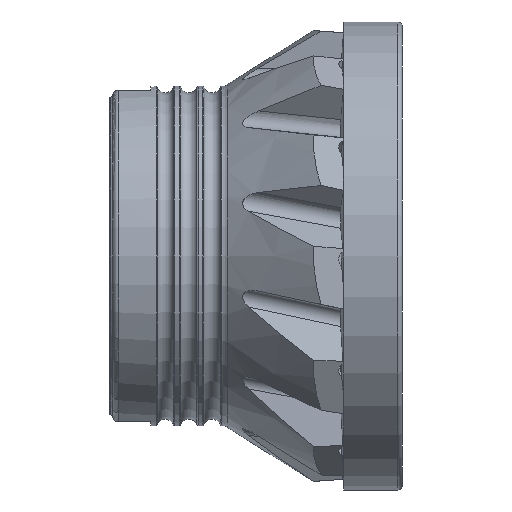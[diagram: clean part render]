
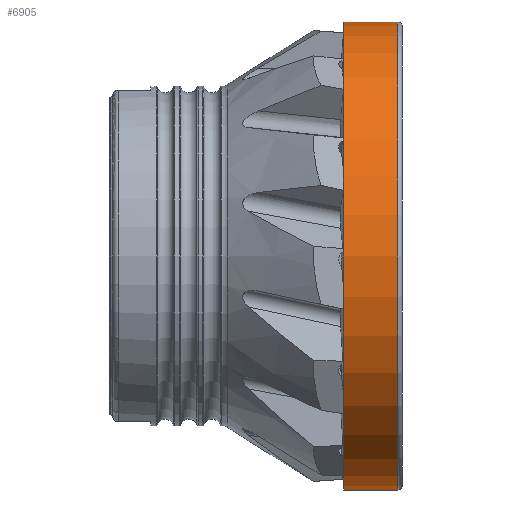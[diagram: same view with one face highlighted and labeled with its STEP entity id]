
A CAD part, front view. The second image highlights one B-rep face of the part: STEP entity #6905.
In plain terms, the highlighted cylindrical face has radius 39.996 mm (diameter 79.992 mm), a full revolution.
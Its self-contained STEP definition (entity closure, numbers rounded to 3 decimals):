
#51 = CYLINDRICAL_SURFACE ( 'NONE', #3650, 39.996 ) ;
#123 = EDGE_CURVE ( 'NONE', #4531, #4531, #3860, .T. ) ;
#399 = AXIS2_PLACEMENT_3D ( 'NONE', #6801, #6775, #6201 ) ;
#419 = EDGE_CURVE ( 'NONE', #2639, #2639, #7274, .T. ) ;
#660 = DIRECTION ( 'NONE',  ( 1., 0., 0. ) ) ;
#2036 = DIRECTION ( 'NONE',  ( 1., 0., 0. ) ) ;
#2639 = VERTEX_POINT ( 'NONE', #3408 ) ;
#3133 = AXIS2_PLACEMENT_3D ( 'NONE', #6353, #2036, #7051 ) ;
#3408 = CARTESIAN_POINT ( 'NONE',  ( -0.152, 39.996, 0. ) ) ;
#3577 = DIRECTION ( 'NONE',  ( 0., 1., 0. ) ) ;
#3649 = ORIENTED_EDGE ( 'NONE', *, *, #419, .F. ) ;
#3650 = AXIS2_PLACEMENT_3D ( 'NONE', #7840, #660, #3577 ) ;
#3860 = CIRCLE ( 'NONE', #399, 39.996 ) ;
#4531 = VERTEX_POINT ( 'NONE', #5504 ) ;
#4569 = FACE_OUTER_BOUND ( 'NONE', #7901, .T. ) ;
#5032 = FACE_OUTER_BOUND ( 'NONE', #8640, .T. ) ;
#5342 = ORIENTED_EDGE ( 'NONE', *, *, #123, .T. ) ;
#5504 = CARTESIAN_POINT ( 'NONE',  ( -9.389, 39.996, 0. ) ) ;
#6201 = DIRECTION ( 'NONE',  ( 0., 1., 0. ) ) ;
#6353 = CARTESIAN_POINT ( 'NONE',  ( -0.152, 0., 0. ) ) ;
#6775 = DIRECTION ( 'NONE',  ( 1., 0., 0. ) ) ;
#6801 = CARTESIAN_POINT ( 'NONE',  ( -9.389, 0., 0. ) ) ;
#6905 = ADVANCED_FACE ( 'NONE', ( #5032, #4569 ), #51, .T. ) ;
#7051 = DIRECTION ( 'NONE',  ( 0., 1., 0. ) ) ;
#7274 = CIRCLE ( 'NONE', #3133, 39.996 ) ;
#7840 = CARTESIAN_POINT ( 'NONE',  ( 17.745, 0., 0. ) ) ;
#7901 = EDGE_LOOP ( 'NONE', ( #5342 ) ) ;
#8640 = EDGE_LOOP ( 'NONE', ( #3649 ) ) ;
